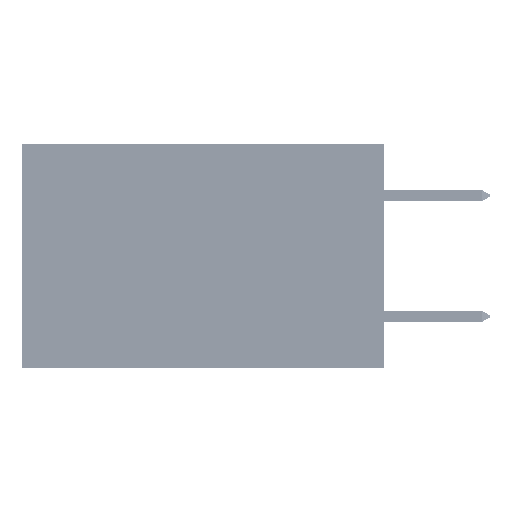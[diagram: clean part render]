
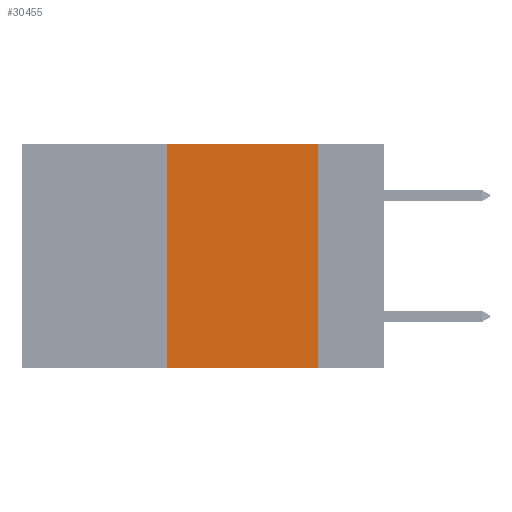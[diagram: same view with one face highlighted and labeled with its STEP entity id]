
A CAD part, left-side view. The second image highlights one B-rep face of the part: STEP entity #30455.
In plain terms, the highlighted planar face has unit normal (-1, 0, 0).
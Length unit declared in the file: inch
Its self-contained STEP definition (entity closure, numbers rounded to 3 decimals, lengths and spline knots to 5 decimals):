
#838 = VERTEX_POINT ( 'NONE', #41729 ) ;
#1588 = ORIENTED_EDGE ( 'NONE', *, *, #48789, .T. ) ;
#2075 = VECTOR ( 'NONE', #46377, 39.37008 ) ;
#3383 = LINE ( 'NONE', #4987, #2075 ) ;
#4987 = CARTESIAN_POINT ( 'NONE',  ( 0., 0.36, 0. ) ) ;
#5989 = CARTESIAN_POINT ( 'NONE',  ( 0., 0.11, 0. ) ) ;
#6175 = VERTEX_POINT ( 'NONE', #12851 ) ;
#12787 = CARTESIAN_POINT ( 'NONE',  ( 0., 0.6, 0. ) ) ;
#12851 = CARTESIAN_POINT ( 'NONE',  ( 0., 0.36, -0.37 ) ) ;
#14059 = AXIS2_PLACEMENT_3D ( 'NONE', #12787, #41764, #16947 ) ;
#14731 = VECTOR ( 'NONE', #34841, 39.37008 ) ;
#16947 = DIRECTION ( 'NONE',  ( 0., 0., -1. ) ) ;
#17476 = VECTOR ( 'NONE', #30179, 39.37008 ) ;
#20552 = CARTESIAN_POINT ( 'NONE',  ( 0., 0.11, 0. ) ) ;
#20607 = EDGE_CURVE ( 'NONE', #6175, #26035, #3383, .T. ) ;
#21626 = CARTESIAN_POINT ( 'NONE',  ( 0., 0.36, 0. ) ) ;
#22609 = VECTOR ( 'NONE', #48791, 39.37008 ) ;
#26035 = VERTEX_POINT ( 'NONE', #21626 ) ;
#26050 = CARTESIAN_POINT ( 'NONE',  ( 0., 0.6, 0. ) ) ;
#30179 = DIRECTION ( 'NONE',  ( 0., -1., 0. ) ) ;
#30455 = ADVANCED_FACE ( 'NONE', ( #43868 ), #37502, .F. ) ;
#34841 = DIRECTION ( 'NONE',  ( 0., 0., -1. ) ) ;
#35373 = LINE ( 'NONE', #5989, #14731 ) ;
#36013 = CARTESIAN_POINT ( 'NONE',  ( 0., 0.6, -0.37 ) ) ;
#37502 = PLANE ( 'NONE',  #14059 ) ;
#38940 = EDGE_CURVE ( 'NONE', #43633, #838, #35373, .T. ) ;
#41565 = EDGE_LOOP ( 'NONE', ( #53662, #51696, #53006, #1588 ) ) ;
#41729 = CARTESIAN_POINT ( 'NONE',  ( 0., 0.11, -0.37 ) ) ;
#41764 = DIRECTION ( 'NONE',  ( 1., 0., 0. ) ) ;
#43633 = VERTEX_POINT ( 'NONE', #20552 ) ;
#43868 = FACE_OUTER_BOUND ( 'NONE', #41565, .T. ) ;
#46088 = LINE ( 'NONE', #36013, #22609 ) ;
#46377 = DIRECTION ( 'NONE',  ( 0., 0., 1. ) ) ;
#47106 = EDGE_CURVE ( 'NONE', #26035, #43633, #52006, .T. ) ;
#48789 = EDGE_CURVE ( 'NONE', #6175, #838, #46088, .T. ) ;
#48791 = DIRECTION ( 'NONE',  ( 0., -1., 0. ) ) ;
#51696 = ORIENTED_EDGE ( 'NONE', *, *, #47106, .F. ) ;
#52006 = LINE ( 'NONE', #26050, #17476 ) ;
#53006 = ORIENTED_EDGE ( 'NONE', *, *, #20607, .F. ) ;
#53662 = ORIENTED_EDGE ( 'NONE', *, *, #38940, .F. ) ;
